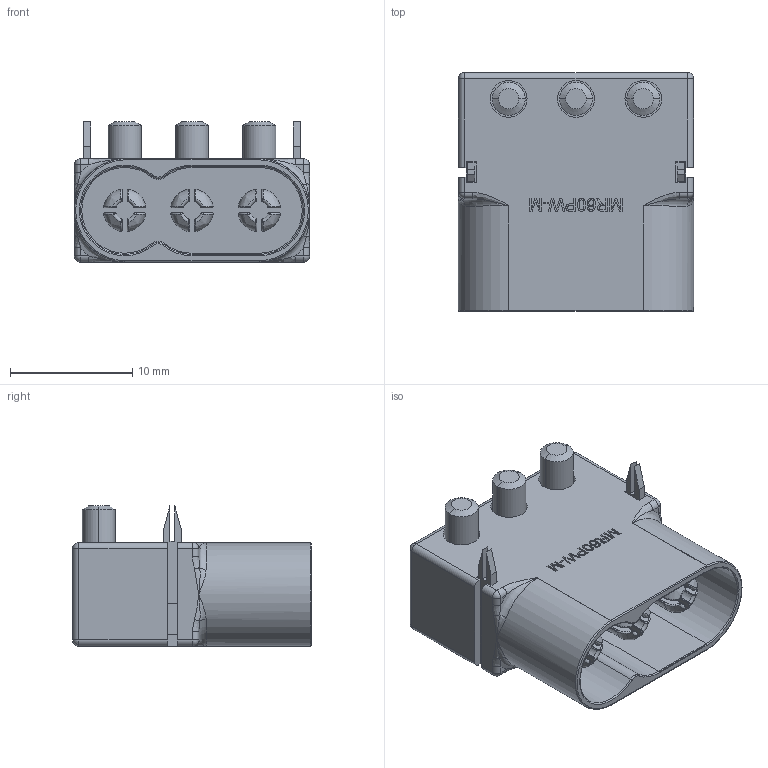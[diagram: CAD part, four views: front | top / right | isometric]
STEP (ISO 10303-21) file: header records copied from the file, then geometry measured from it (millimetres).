
FILE_DESCRIPTION (( 'STEP AP214' ), '1' );
FILE_NAME ('MR60PW-M.STEP', '2022-07-15T09:44:44', ( '' ), ( '' ), 'SwSTEP 2.0', 'SolidWorks 2020', '' );
FILE_SCHEMA (( 'AUTOMOTIVE_DESIGN' ));
Length unit declared in the file: millimetre
Products named in the file (1): MR60PW-M
Bounding box: 19.2 x 19.5 x 11.45 mm (x, y, z)
Volume: 2110.2 mm3; surface area: 2355.6 mm2
Topology: 1 solids, 1 shells, 620 faces, 1592 edges, 998 vertices
Faces by surface type: plane 205, bspline 186, cylinder 175, torus 40, sphere 8, cone 6
Entity records: 28762 total; most frequent: CARTESIAN_POINT 11861, ORIENTED_EDGE 3152, DIRECTION 2314, EDGE_CURVE 1576, VERTEX_POINT 998, LINE 780, VECTOR 780, AXIS2_PLACEMENT_3D 767
